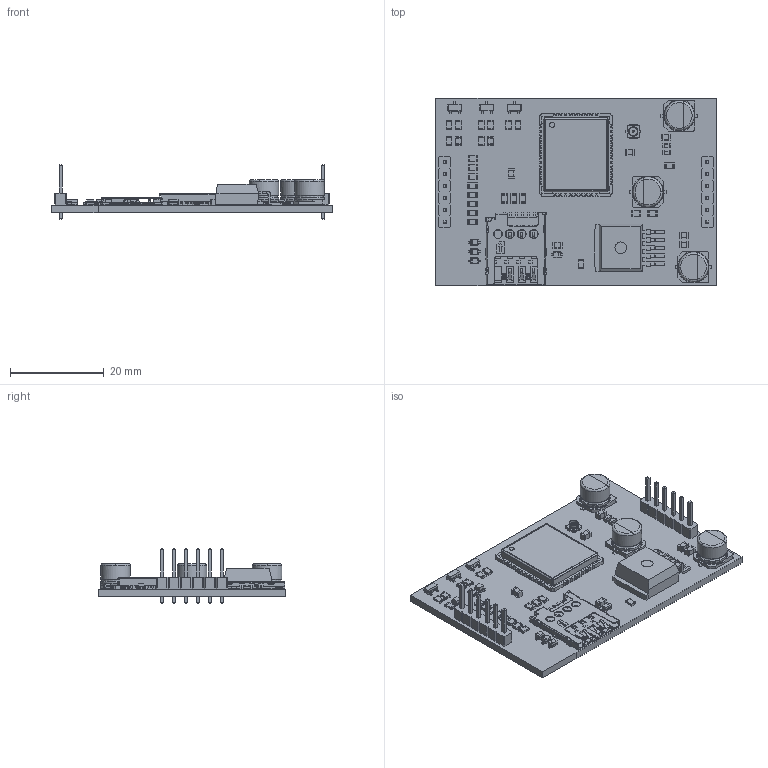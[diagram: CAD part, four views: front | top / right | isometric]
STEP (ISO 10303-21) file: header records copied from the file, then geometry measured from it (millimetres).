
FILE_DESCRIPTION(('KiCad electronic assembly'),'2;1');
FILE_NAME('V1.2 Sim Module.step','2024-12-17T22:02:29',('Pcbnew'),( 'Kicad'),'Open CASCADE STEP processor 7.8','KiCad to STEP converter' ,'Unknown');
FILE_SCHEMA(('AUTOMOTIVE_DESIGN { 1 0 10303 214 1 1 1 1 }'));
Length unit declared in the file: millimetre
Products named in the file (28): V1.2 Sim Module 1; R_0805_2012Metric; SOT-23; SOT_23; U.FL_Hirose_U.FL-R-SMT-1_Vertical; C_0805_2012Metric; CP_Elec_6.3x5.4; CP_Elec_63x54; 78646-3001; PinHeader_1x06_P2.54mm_Vertical; PinHeader_1x06_P254mm_Vertical; D_SOD-323; D_SOD_323; LED_0805_2012Metric; TO-263-5_TabPin3; CQ assembly; C_0603_1608Metric; CP_Elec_6.3x5.4_Nichicon; CP_Elec_63x54_Nichicon; SIM800C--3DModel-STEP-1; SIM800C; _autosave-modem_board_PCB
Assembly tree (63 placements, depth 3):
  V1.2 Sim Module 1
    R_0805_2012Metric  x23
      R_0805_2012Metric
    SOT-23  x3
      SOT_23
    U.FL_Hirose_U.FL-R-SMT-1_Vertical
      U.FL_Hirose_U.FL-R-SMT-1_Vertical
    C_0805_2012Metric  x6
      C_0805_2012Metric
    CP_Elec_6.3x5.4  x2
      CP_Elec_63x54
    78646-3001
      78646-3001
    PinHeader_1x06_P2.54mm_Vertical  x2
      PinHeader_1x06_P254mm_Vertical
    D_SOD-323  x4
      D_SOD_323
    LED_0805_2012Metric  x2
      LED_0805_2012Metric
    TO-263-5_TabPin3
      CQ assembly
    C_0603_1608Metric  x2
      C_0603_1608Metric
    CP_Elec_6.3x5.4_Nichicon
      CP_Elec_63x54_Nichicon
    SIM800C--3DModel-STEP-1
      SIM800C
    _autosave-modem_board_PCB
Bounding box: 60 x 40 x 11.54 mm (x, y, z)
Volume: 5469 mm3; surface area: 9949.9 mm2
Topology: 141 solids, 141 shells, 3963 faces, 10405 edges, 6719 vertices
Faces by surface type: plane 2964, cylinder 789, bspline 191, torus 12, cone 3, revolution 3, sphere 1
Full cylindrical faces by diameter (mm): 0.4 x1, 1 x12, 1.8 x1, 1.92 x1, 2 x2, 2.5 x1, 6.3 x6
Entity records: 86894 total; most frequent: CARTESIAN_POINT 15358, ORIENTED_EDGE 14116, DIRECTION 13136, EDGE_CURVE 7058, LINE 6002, VECTOR 6002, VERTEX_POINT 4604, AXIS2_PLACEMENT_3D 3566
